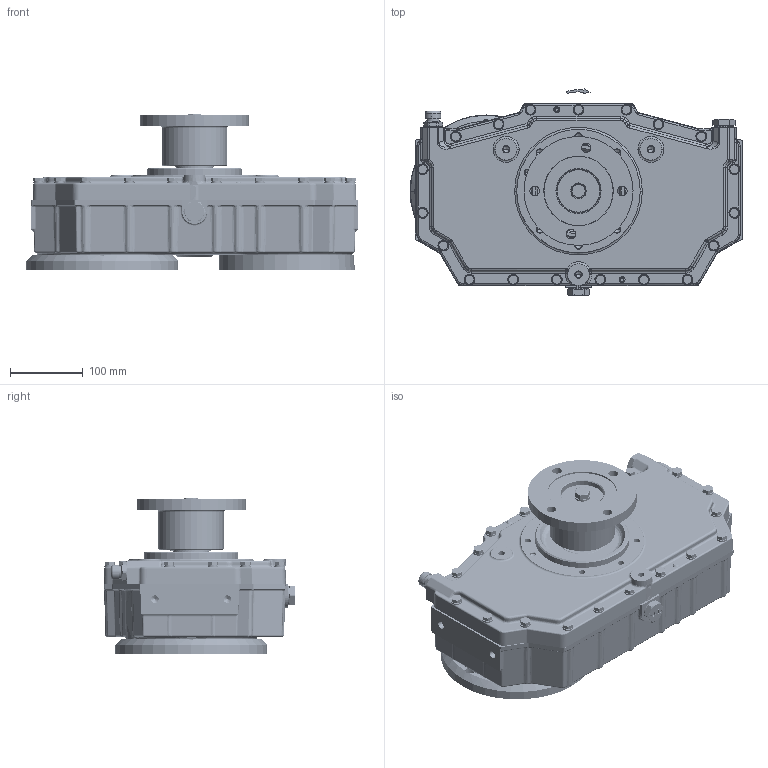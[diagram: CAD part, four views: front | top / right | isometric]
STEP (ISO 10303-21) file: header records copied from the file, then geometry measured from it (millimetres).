
FILE_DESCRIPTION (( 'STEP AP214' ), '1' );
FILE_NAME ('1029013C.STEP', '2015-09-02T09:04:40', ( '' ), ( '' ), 'SwSTEP 2.0', 'SolidWorks 2007', '' );
FILE_SCHEMA (( 'AUTOMOTIVE_DESIGN' ));
Length unit declared in the file: millimetre
Products named in the file (9): 1029013C; ITB00110000_rev01-installation; IT1041360_rev00-installation; IT2062313_rev00-installation; ITam216-001_rev01-installation; IT1041103_rev00-installation; IT1054020_rev00-installation; ITam216-002_rev00-installation; IT2021180_rev06-installation
Assembly tree (9 placements, depth 2):
  1029013C
    IT2062313_rev00-installation
    IT2021180_rev06-installation  x2
    ITam216-001_rev01-installation
    ITam216-002_rev00-installation
    IT1041103_rev00-installation
    ITB00110000_rev01-installation
    IT1054020_rev00-installation
    IT1041360_rev00-installation
Bounding box: 456.93 x 284.54 x 213.75 mm (x, y, z)
Volume: 2351011.4 mm3; surface area: 1384782.5 mm2
Topology: 28 solids, 103 shells, 4693 faces, 11522 edges, 7236 vertices
Faces by surface type: plane 1873, cylinder 1326, bspline 845, cone 370, torus 269, sphere 10
Entity records: 215518 total; most frequent: CARTESIAN_POINT 65469, ORIENTED_EDGE 21469, DIRECTION 19527, EDGE_CURVE 10741, AXIS2_PLACEMENT_3D 7077, VERTEX_POINT 6792, VECTOR 5373, LINE 5373
